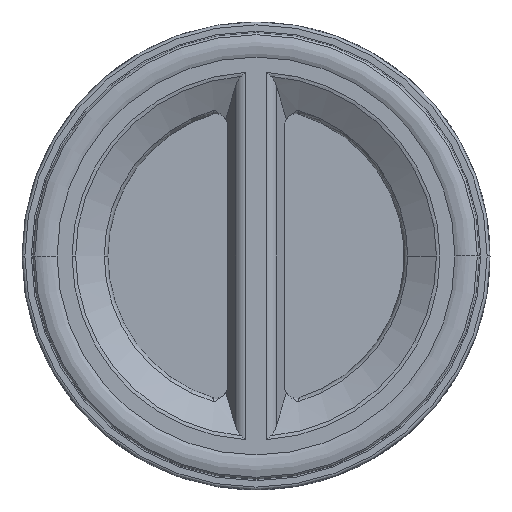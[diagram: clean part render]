
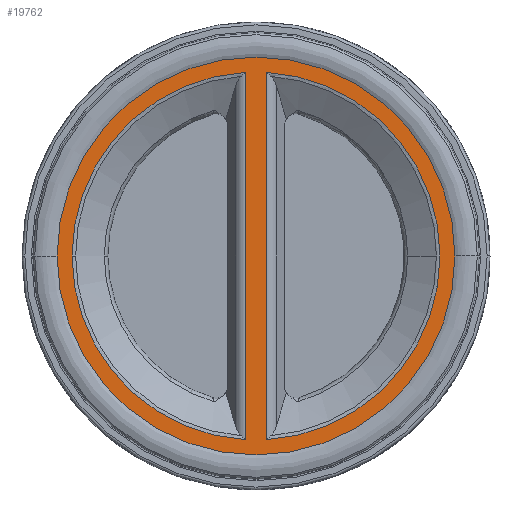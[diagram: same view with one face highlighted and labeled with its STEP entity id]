
A CAD part, front view. The second image highlights one B-rep face of the part: STEP entity #19762.
In plain terms, the highlighted planar face has unit normal (0, -1, 0).
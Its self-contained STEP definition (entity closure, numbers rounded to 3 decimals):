
#3277 = LINE ( 'NONE', #3278, #4359 ) ;
#3278 = CARTESIAN_POINT ( 'NONE',  ( -7.103, -116.011, -500000. ) ) ;
#3279 = DIRECTION ( 'NONE',  ( 0., 0., 1. ) ) ;
#3433 = CARTESIAN_POINT ( 'NONE',  ( 0.038, -116.011, 0. ) ) ;
#3440 = DIRECTION ( 'NONE',  ( 0., 1., 0. ) ) ;
#3441 = DIRECTION ( 'NONE',  ( -1., 0., 0. ) ) ;
#3574 = LINE ( 'NONE', #3575, #4319 ) ;
#3575 = CARTESIAN_POINT ( 'NONE',  ( 7.178, -116.011, -500000. ) ) ;
#3576 = DIRECTION ( 'NONE',  ( 0., 0., 1. ) ) ;
#3605 = CARTESIAN_POINT ( 'NONE',  ( 0.038, -116.011, 0. ) ) ;
#3618 = DIRECTION ( 'NONE',  ( 0., 1., 0. ) ) ;
#3619 = DIRECTION ( 'NONE',  ( -1., 0., 0. ) ) ;
#4318 = AXIS2_PLACEMENT_3D ( 'NONE', #14885, #14886, #14887 ) ;
#4319 = VECTOR ( 'NONE', #3576, 1000. ) ;
#4336 = AXIS2_PLACEMENT_3D ( 'NONE', #3433, #3440, #3441 ) ;
#4359 = VECTOR ( 'NONE', #3279, 1000. ) ;
#4436 = AXIS2_PLACEMENT_3D ( 'NONE', #3605, #3618, #3619 ) ;
#9655 = EDGE_CURVE ( 'NONE', #13562, #35209, #3277, .T. ) ;
#9680 = EDGE_CURVE ( 'NONE', #13272, #13642, #31222, .T. ) ;
#9692 = EDGE_CURVE ( 'NONE', #35175, #35139, #3574, .T. ) ;
#9706 = EDGE_CURVE ( 'NONE', #35139, #35175, #31237, .T. ) ;
#9796 = EDGE_CURVE ( 'NONE', #13314, #35209, #31284, .T. ) ;
#11477 = EDGE_LOOP ( 'NONE', ( #12916, #12855, #12915 ) ) ;
#11479 = EDGE_LOOP ( 'NONE', ( #12845, #12844 ) ) ;
#11526 = EDGE_LOOP ( 'NONE', ( #12856, #12843 ) ) ;
#12843 = ORIENTED_EDGE ( 'NONE', *, *, #9680, .F. ) ;
#12844 = ORIENTED_EDGE ( 'NONE', *, *, #9706, .T. ) ;
#12845 = ORIENTED_EDGE ( 'NONE', *, *, #9692, .T. ) ;
#12855 = ORIENTED_EDGE ( 'NONE', *, *, #9796, .T. ) ;
#12856 = ORIENTED_EDGE ( 'NONE', *, *, #28062, .F. ) ;
#12915 = ORIENTED_EDGE ( 'NONE', *, *, #9655, .F. ) ;
#12916 = ORIENTED_EDGE ( 'NONE', *, *, #28082, .T. ) ;
#13199 = FACE_OUTER_BOUND ( 'NONE', #11526, .T. ) ;
#13270 = AXIS2_PLACEMENT_3D ( 'NONE', #32035, #32036, #32037 ) ;
#13272 = VERTEX_POINT ( 'NONE', #18796 ) ;
#13285 = FACE_BOUND ( 'NONE', #11477, .T. ) ;
#13314 = VERTEX_POINT ( 'NONE', #18810 ) ;
#13562 = VERTEX_POINT ( 'NONE', #18889 ) ;
#13623 = FACE_BOUND ( 'NONE', #11479, .T. ) ;
#13642 = VERTEX_POINT ( 'NONE', #18912 ) ;
#14885 = CARTESIAN_POINT ( 'NONE',  ( 0.038, -116.011, 0. ) ) ;
#14886 = DIRECTION ( 'NONE',  ( 0., 1., 0. ) ) ;
#14887 = DIRECTION ( 'NONE',  ( -1., 0., 0. ) ) ;
#18796 = CARTESIAN_POINT ( 'NONE',  ( 139.038, -116.011, 0. ) ) ;
#18810 = CARTESIAN_POINT ( 'NONE',  ( -128.498, -116.011, 0. ) ) ;
#18889 = CARTESIAN_POINT ( 'NONE',  ( -7.103, -116.011, -128.337 ) ) ;
#18912 = CARTESIAN_POINT ( 'NONE',  ( -138.962, -116.011, 0. ) ) ;
#19762 = ADVANCED_FACE ( 'NONE', ( #13285, #13199, #13623 ), #32034, .F. ) ;
#22644 = CARTESIAN_POINT ( 'NONE',  ( 7.178, -116.011, 128.337 ) ) ;
#22668 = CARTESIAN_POINT ( 'NONE',  ( 7.178, -116.011, -128.337 ) ) ;
#22694 = CARTESIAN_POINT ( 'NONE',  ( -7.103, -116.011, 128.337 ) ) ;
#28062 = EDGE_CURVE ( 'NONE', #13642, #13272, #31735, .T. ) ;
#28082 = EDGE_CURVE ( 'NONE', #13562, #13314, #31750, .T. ) ;
#31222 = CIRCLE ( 'NONE', #4336, 139. ) ;
#31237 = CIRCLE ( 'NONE', #4436, 128.536 ) ;
#31284 = CIRCLE ( 'NONE', #4318, 128.536 ) ;
#31735 = CIRCLE ( 'NONE', #44541, 139. ) ;
#31750 = CIRCLE ( 'NONE', #44610, 128.536 ) ;
#32034 = PLANE ( 'NONE',  #13270 ) ;
#32035 = CARTESIAN_POINT ( 'NONE',  ( 0.038, -116.011, 0. ) ) ;
#32036 = DIRECTION ( 'NONE',  ( 0., 1., 0. ) ) ;
#32037 = DIRECTION ( 'NONE',  ( -1., 0., 0. ) ) ;
#35139 = VERTEX_POINT ( 'NONE', #22644 ) ;
#35175 = VERTEX_POINT ( 'NONE', #22668 ) ;
#35209 = VERTEX_POINT ( 'NONE', #22694 ) ;
#35351 = CARTESIAN_POINT ( 'NONE',  ( 0.038, -116.011, 0. ) ) ;
#35352 = DIRECTION ( 'NONE',  ( 0., 1., 0. ) ) ;
#35353 = DIRECTION ( 'NONE',  ( -1., 0., 0. ) ) ;
#40454 = CARTESIAN_POINT ( 'NONE',  ( 0.038, -116.011, 0. ) ) ;
#40458 = DIRECTION ( 'NONE',  ( 0., 1., 0. ) ) ;
#40459 = DIRECTION ( 'NONE',  ( -1., 0., 0. ) ) ;
#44541 = AXIS2_PLACEMENT_3D ( 'NONE', #40454, #40458, #40459 ) ;
#44610 = AXIS2_PLACEMENT_3D ( 'NONE', #35351, #35352, #35353 ) ;
